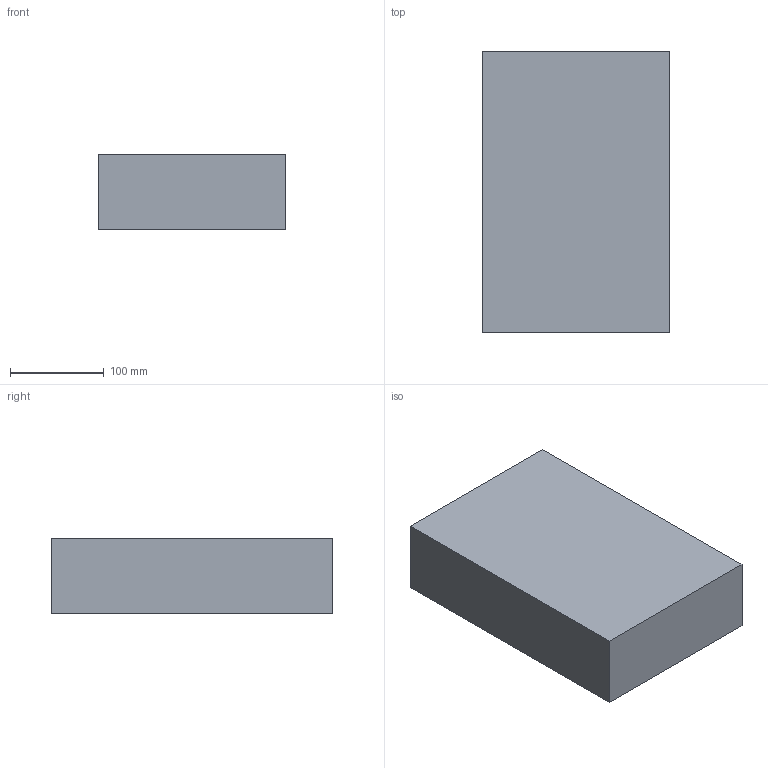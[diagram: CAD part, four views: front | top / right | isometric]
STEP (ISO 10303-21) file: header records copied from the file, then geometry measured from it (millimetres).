
FILE_DESCRIPTION (( 'STEP AP203' ), '1' );
FILE_NAME ('PièceSablier2008-Box.STEP', '2020-08-26T07:16:59', ( '' ), ( '' ), 'SwSTEP 2.0', 'SolidWorks 2017', '' );
FILE_SCHEMA (( 'CONFIG_CONTROL_DESIGN' ));
Length unit declared in the file: millimetre
Products named in the file (1): PièceSablier2008-Box
Bounding box: 200 x 300 x 80 mm (x, y, z)
Volume: 857334.1 mm3; surface area: 291879.4 mm2
Topology: 1 solids, 1 shells, 64 faces, 132 edges, 88 vertices
Faces by surface type: cylinder 32, plane 32
Entity records: 1797 total; most frequent: DIRECTION 326, CARTESIAN_POINT 285, ORIENTED_EDGE 264, EDGE_CURVE 132, AXIS2_PLACEMENT_3D 129, VERTEX_POINT 88, EDGE_LOOP 82, VECTOR 68
